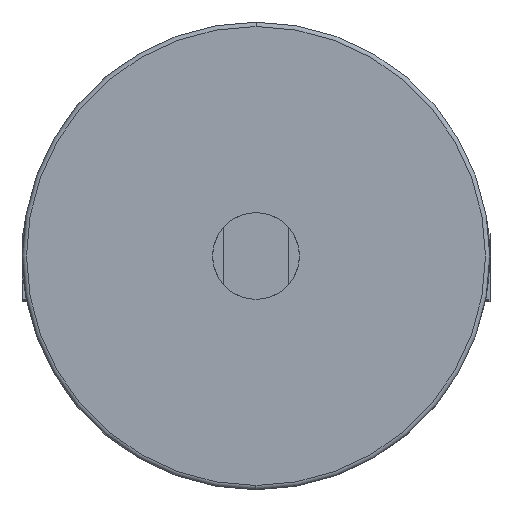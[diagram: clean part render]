
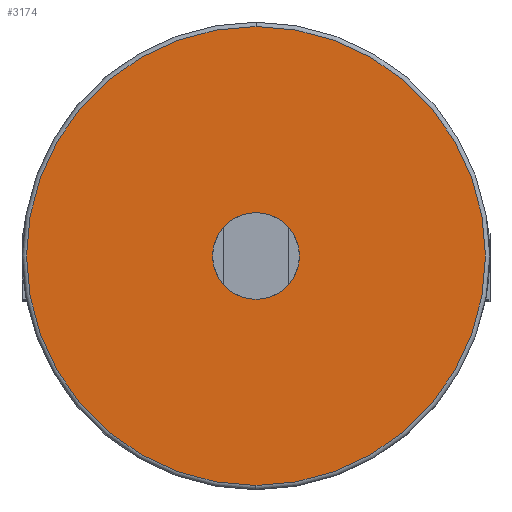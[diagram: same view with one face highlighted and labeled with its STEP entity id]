
A CAD part, left-side view. The second image highlights one B-rep face of the part: STEP entity #3174.
In plain terms, the highlighted planar face has unit normal (-1, 0, 0).
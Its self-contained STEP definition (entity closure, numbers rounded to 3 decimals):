
#484 = CARTESIAN_POINT ( 'NONE',  ( -82.5, 0., 10. ) ) ;
#611 = DIRECTION ( 'NONE',  ( 0., 0., 1. ) ) ;
#1129 = DIRECTION ( 'NONE',  ( 0., 0., 1. ) ) ;
#1301 = FACE_OUTER_BOUND ( 'NONE', #2780, .T. ) ;
#1994 = CARTESIAN_POINT ( 'NONE',  ( -82.5, 0., -10. ) ) ;
#2228 = CARTESIAN_POINT ( 'NONE',  ( -82.5, 0., 0. ) ) ;
#2351 = ORIENTED_EDGE ( 'NONE', *, *, #12612, .F. ) ;
#2541 = ORIENTED_EDGE ( 'NONE', *, *, #7781, .T. ) ;
#2780 = EDGE_LOOP ( 'NONE', ( #10623, #2541 ) ) ;
#2864 = CARTESIAN_POINT ( 'NONE',  ( -82.5, 0., 53. ) ) ;
#3174 = ADVANCED_FACE ( 'NONE', ( #1301, #10224 ), #8118, .T. ) ;
#3407 = DIRECTION ( 'NONE',  ( 0., 0., 1. ) ) ;
#3454 = VERTEX_POINT ( 'NONE', #12512 ) ;
#4077 = AXIS2_PLACEMENT_3D ( 'NONE', #15069, #8127, #1129 ) ;
#4122 = CARTESIAN_POINT ( 'NONE',  ( -82.5, 0., 0. ) ) ;
#4663 = DIRECTION ( 'NONE',  ( -1., 0., 0. ) ) ;
#4772 = EDGE_CURVE ( 'NONE', #14155, #13548, #5052, .T. ) ;
#5052 = CIRCLE ( 'NONE', #5209, 10. ) ;
#5209 = AXIS2_PLACEMENT_3D ( 'NONE', #4122, #12239, #5292 ) ;
#5292 = DIRECTION ( 'NONE',  ( 0., 0., 1. ) ) ;
#5558 = ORIENTED_EDGE ( 'NONE', *, *, #4772, .F. ) ;
#6379 = VERTEX_POINT ( 'NONE', #2864 ) ;
#6685 = AXIS2_PLACEMENT_3D ( 'NONE', #14544, #7612, #611 ) ;
#7612 = DIRECTION ( 'NONE',  ( -1., 0., 0. ) ) ;
#7781 = EDGE_CURVE ( 'NONE', #3454, #6379, #13010, .T. ) ;
#8118 = PLANE ( 'NONE',  #11023 ) ;
#8127 = DIRECTION ( 'NONE',  ( -1., 0., 0. ) ) ;
#8297 = CIRCLE ( 'NONE', #9232, 10. ) ;
#9232 = AXIS2_PLACEMENT_3D ( 'NONE', #2228, #10372, #3407 ) ;
#10224 = FACE_BOUND ( 'NONE', #12887, .T. ) ;
#10372 = DIRECTION ( 'NONE',  ( -1., 0., 0. ) ) ;
#10437 = CARTESIAN_POINT ( 'NONE',  ( -82.5, 54., 0. ) ) ;
#10623 = ORIENTED_EDGE ( 'NONE', *, *, #11956, .T. ) ;
#11023 = AXIS2_PLACEMENT_3D ( 'NONE', #10437, #4663, #12768 ) ;
#11956 = EDGE_CURVE ( 'NONE', #6379, #3454, #13030, .T. ) ;
#12239 = DIRECTION ( 'NONE',  ( -1., 0., 0. ) ) ;
#12512 = CARTESIAN_POINT ( 'NONE',  ( -82.5, 0., -53. ) ) ;
#12612 = EDGE_CURVE ( 'NONE', #13548, #14155, #8297, .T. ) ;
#12768 = DIRECTION ( 'NONE',  ( 0., 0., 1. ) ) ;
#12887 = EDGE_LOOP ( 'NONE', ( #2351, #5558 ) ) ;
#13010 = CIRCLE ( 'NONE', #6685, 53. ) ;
#13030 = CIRCLE ( 'NONE', #4077, 53. ) ;
#13548 = VERTEX_POINT ( 'NONE', #1994 ) ;
#14155 = VERTEX_POINT ( 'NONE', #484 ) ;
#14544 = CARTESIAN_POINT ( 'NONE',  ( -82.5, 0., 0. ) ) ;
#15069 = CARTESIAN_POINT ( 'NONE',  ( -82.5, 0., 0. ) ) ;
